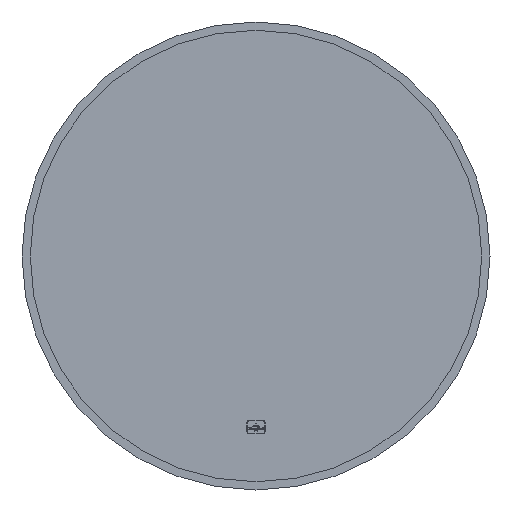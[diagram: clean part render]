
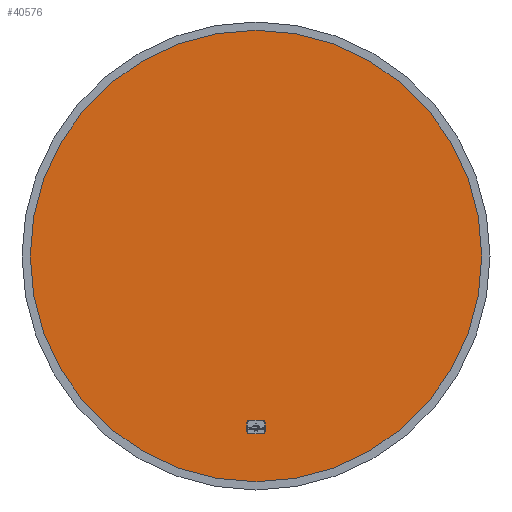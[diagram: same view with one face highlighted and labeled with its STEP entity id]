
A CAD part, front view. The second image highlights one B-rep face of the part: STEP entity #40576.
In plain terms, the highlighted planar face has unit normal (0, -1, 0).
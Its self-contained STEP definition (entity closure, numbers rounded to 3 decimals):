
#1348=FACE_BOUND('',#6751,.T.);
#2439=PLANE('',#44643);
#4572=FACE_OUTER_BOUND('',#6750,.T.);
#6750=EDGE_LOOP('',(#37400));
#6751=EDGE_LOOP('',(#37401,#37402,#37403,#37404,#37405,#37406,#37407,#37408));
#10056=LINE('',#76902,#13337);
#10060=LINE('',#76914,#13341);
#10064=LINE('',#76926,#13345);
#10068=LINE('',#76937,#13349);
#13337=VECTOR('',#55901,1.);
#13341=VECTOR('',#55913,1.);
#13345=VECTOR('',#55925,1.);
#13349=VECTOR('',#55937,1.);
#15078=CIRCLE('',#44219,410.);
#15214=CIRCLE('',#44627,4.714);
#15216=CIRCLE('',#44631,4.714);
#15218=CIRCLE('',#44635,4.714);
#15220=CIRCLE('',#44639,4.714);
#18802=VERTEX_POINT('',#75341);
#19288=VERTEX_POINT('',#76892);
#19289=VERTEX_POINT('',#76893);
#19292=VERTEX_POINT('',#76901);
#19294=VERTEX_POINT('',#76907);
#19296=VERTEX_POINT('',#76913);
#19298=VERTEX_POINT('',#76919);
#19300=VERTEX_POINT('',#76925);
#19302=VERTEX_POINT('',#76931);
#24667=EDGE_CURVE('',#18802,#18802,#15078,.T.);
#25396=EDGE_CURVE('',#19288,#19289,#15214,.T.);
#25400=EDGE_CURVE('',#19292,#19288,#10056,.T.);
#25403=EDGE_CURVE('',#19294,#19292,#15216,.T.);
#25406=EDGE_CURVE('',#19296,#19294,#10060,.T.);
#25409=EDGE_CURVE('',#19298,#19296,#15218,.T.);
#25412=EDGE_CURVE('',#19300,#19298,#10064,.T.);
#25415=EDGE_CURVE('',#19302,#19300,#15220,.T.);
#25418=EDGE_CURVE('',#19289,#19302,#10068,.T.);
#37400=ORIENTED_EDGE('',*,*,#24667,.T.);
#37401=ORIENTED_EDGE('',*,*,#25396,.T.);
#37402=ORIENTED_EDGE('',*,*,#25418,.T.);
#37403=ORIENTED_EDGE('',*,*,#25415,.T.);
#37404=ORIENTED_EDGE('',*,*,#25412,.T.);
#37405=ORIENTED_EDGE('',*,*,#25409,.T.);
#37406=ORIENTED_EDGE('',*,*,#25406,.T.);
#37407=ORIENTED_EDGE('',*,*,#25403,.T.);
#37408=ORIENTED_EDGE('',*,*,#25400,.T.);
#40576=ADVANCED_FACE('',(#4572,#1348),#2439,.F.);
#44219=AXIS2_PLACEMENT_3D('',#75342,#54492,#54493);
#44627=AXIS2_PLACEMENT_3D('',#76894,#55893,#55894);
#44631=AXIS2_PLACEMENT_3D('',#76908,#55906,#55907);
#44635=AXIS2_PLACEMENT_3D('',#76920,#55918,#55919);
#44639=AXIS2_PLACEMENT_3D('',#76932,#55930,#55931);
#44643=AXIS2_PLACEMENT_3D('',#76940,#55941,#55942);
#54492=DIRECTION('center_axis',(0.,-1.,0.));
#54493=DIRECTION('ref_axis',(-1.,0.,0.));
#55893=DIRECTION('center_axis',(0.,1.,0.));
#55894=DIRECTION('ref_axis',(0.,0.,1.));
#55901=DIRECTION('',(0.,0.,1.));
#55906=DIRECTION('center_axis',(0.,1.,0.));
#55907=DIRECTION('ref_axis',(-1.,0.,0.));
#55913=DIRECTION('',(-1.,0.,0.));
#55918=DIRECTION('center_axis',(0.,1.,0.));
#55919=DIRECTION('ref_axis',(0.,0.,-1.));
#55925=DIRECTION('',(0.,0.,-1.));
#55930=DIRECTION('center_axis',(0.,1.,0.));
#55931=DIRECTION('ref_axis',(1.,0.,0.));
#55937=DIRECTION('',(1.,0.,0.));
#55941=DIRECTION('center_axis',(0.,1.,0.));
#55942=DIRECTION('ref_axis',(0.,0.,
1.));
#75341=CARTESIAN_POINT('',(410.,0.,425.));
#75342=CARTESIAN_POINT('Origin',(0.,0.,425.));
#76892=CARTESIAN_POINT('',(-16.5,0.,121.8));
#76893=CARTESIAN_POINT('',(-11.786,0.,126.514));
#76894=CARTESIAN_POINT('Origin',(-11.786,0.,
121.8));
#76901=CARTESIAN_POINT('',(-16.5,0.,106.714));
#76902=CARTESIAN_POINT('',(-16.5,0.,265.857));
#76907=CARTESIAN_POINT('',(-11.786,0.,102.));
#76908=CARTESIAN_POINT('Origin',(-11.786,0.,
106.714));
#76913=CARTESIAN_POINT('',(11.786,0.,102.));
#76914=CARTESIAN_POINT('',(5.893,0.,102.));
#76919=CARTESIAN_POINT('',(16.5,0.,106.714));
#76920=CARTESIAN_POINT('Origin',(11.786,0.,
106.714));
#76925=CARTESIAN_POINT('',(16.5,0.,121.8));
#76926=CARTESIAN_POINT('',(16.5,0.,273.4));
#76931=CARTESIAN_POINT('',(11.786,0.,126.514));
#76932=CARTESIAN_POINT('Origin',(11.786,0.,
121.8));
#76937=CARTESIAN_POINT('',(-5.893,0.,126.514));
#76940=CARTESIAN_POINT('Origin',(0.,0.,
425.));
